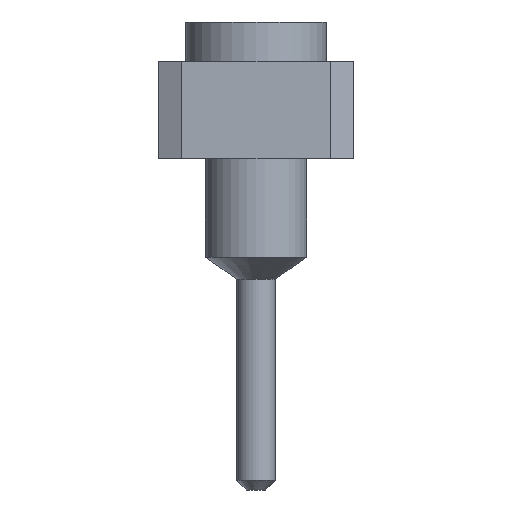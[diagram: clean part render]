
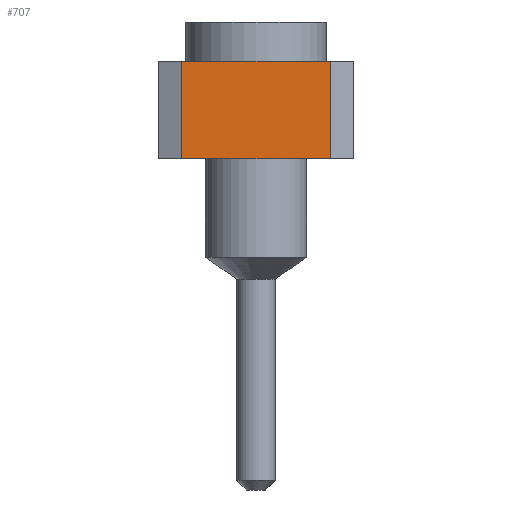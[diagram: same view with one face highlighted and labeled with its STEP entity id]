
A CAD part, left-side view. The second image highlights one B-rep face of the part: STEP entity #707.
In plain terms, the highlighted planar face has unit normal (-1, 0, 0).
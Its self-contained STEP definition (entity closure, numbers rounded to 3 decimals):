
#707=ADVANCED_FACE('',(#1572),#1574,.T.);
#1572=FACE_BOUND('',#1573,.T.);
#1573=EDGE_LOOP('',(#2349,#2350,#2351,#2352));
#1574=PLANE('',#1575);
#1575=AXIS2_PLACEMENT_3D('',#1576,#1577,#1578);
#1576=CARTESIAN_POINT('',(-1.385,0.97,1.57));
#1577=DIRECTION('',(-1.,0.,0.));
#1578=DIRECTION('',(0.,-1.,0.));
#2349=ORIENTED_EDGE('',*,*,#2668,.T.);
#2350=ORIENTED_EDGE('',*,*,#2735,.T.);
#2351=ORIENTED_EDGE('',*,*,#2581,.F.);
#2352=ORIENTED_EDGE('',*,*,#2734,.F.);
#2581=EDGE_CURVE('',#2877,#2879,#2880,.T.);
#2668=EDGE_CURVE('',#3048,#3046,#3049,.T.);
#2734=EDGE_CURVE('',#3048,#2877,#3147,.T.);
#2735=EDGE_CURVE('',#3046,#2879,#3148,.T.);
#2877=VERTEX_POINT('',#3412);
#2879=VERTEX_POINT('',#3416);
#2880=LINE('',#3417,#3418);
#3046=VERTEX_POINT('',#3780);
#3048=VERTEX_POINT('',#3784);
#3049=LINE('',#3785,#3786);
#3147=LINE('',#4029,#4030);
#3148=LINE('',#4032,#4033);
#3412=CARTESIAN_POINT('',(-1.385,0.97,2.84));
#3416=CARTESIAN_POINT('',(-1.385,-0.97,2.84));
#3417=CARTESIAN_POINT('',(-1.385,0.97,2.84));
#3418=VECTOR('',#3419,1.);
#3419=DIRECTION('',(0.,-1.,0.));
#3780=CARTESIAN_POINT('',(-1.385,-0.97,1.57));
#3784=CARTESIAN_POINT('',(-1.385,0.97,1.57));
#3785=CARTESIAN_POINT('',(-1.385,0.97,1.57));
#3786=VECTOR('',#3787,1.);
#3787=DIRECTION('',(0.,-1.,0.));
#4029=CARTESIAN_POINT('',(-1.385,0.97,1.57));
#4030=VECTOR('',#4031,1.);
#4031=DIRECTION('',(0.,0.,1.));
#4032=CARTESIAN_POINT('',(-1.385,-0.97,1.57));
#4033=VECTOR('',#4034,1.);
#4034=DIRECTION('',(0.,0.,1.));
